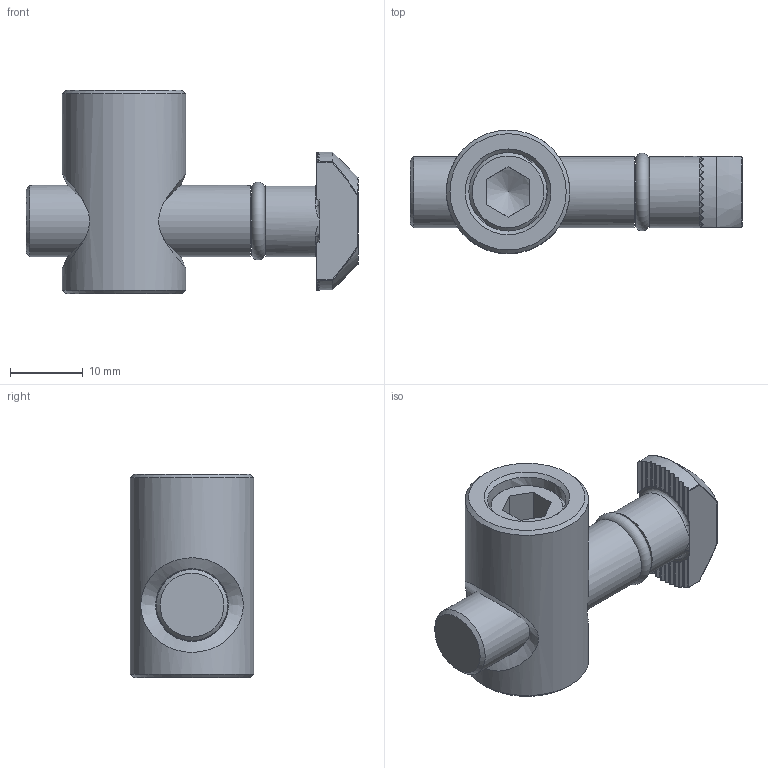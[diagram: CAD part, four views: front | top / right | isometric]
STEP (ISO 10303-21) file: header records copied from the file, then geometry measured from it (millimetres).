
FILE_DESCRIPTION((''),'2;1');
FILE_NAME('311600.stp','2011-02-04T06:15:54',('jaroslavr'),(''),'Autodesk Inventor 2010','Autodesk Inventor 2010','');
FILE_SCHEMA(('AUTOMOTIVE_DESIGN { 1 0 10303 214 1 1 1 1 }'));
Length unit declared in the file: millimetre
Products named in the file (1): 311600 311600
Bounding box: 45.7 x 17 x 28 mm (x, y, z)
Volume: 8077.1 mm3; surface area: 5367.6 mm2
Topology: 4 solids, 4 shells, 218 faces, 585 edges, 367 vertices
Faces by surface type: cylinder 100, plane 83, bspline 15, cone 11, sphere 5, torus 4
Full cylindrical faces by diameter (mm): 7.2 x1, 9.8 x2, 10 x2, 12 x1, 17 x1
Entity records: 8201 total; most frequent: CARTESIAN_POINT 2876, ORIENTED_EDGE 1102, DIRECTION 987, EDGE_CURVE 551, AXIS2_PLACEMENT_3D 412, VERTEX_POINT 361, EDGE_LOOP 246, STYLED_ITEM 220
